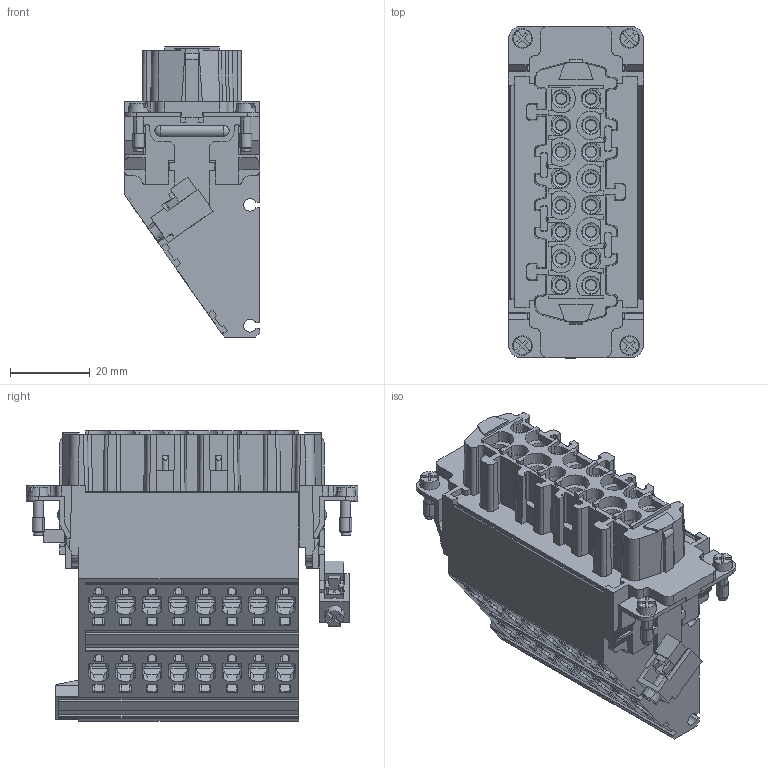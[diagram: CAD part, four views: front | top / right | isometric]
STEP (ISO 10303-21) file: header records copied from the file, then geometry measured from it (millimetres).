
FILE_DESCRIPTION(('Creo Elements/Direct Modeling STEP Export'),'2;1');
FILE_NAME('model.stp','2019-09-21T 0:03:36',(''),(''),'Creo Elements/Direct Modeling STEP processor for AP214 (Solid Model)','Creo Elements/Direct Modeling 20.1A 29-Sep-2018 (C) Parametric Technology GmbH','');
FILE_SCHEMA(('AUTOMOTIVE_DESIGN { 1 0 10303 214 1 1 1 1 }'));
Products named in the file (2): HC_B_16_A_DT_PEL_F-select
Assembly tree (1 placements, depth 2):
  HC_B_16_A_DT_PEL_F-select
    HC_B_16_A_DT_PEL_F-select
Bounding box: 34 x 83.5 x 73.05 mm (x, y, z)
Volume: 99829 mm3; surface area: 30315.7 mm2
Topology: 1 solids, 1 shells, 1836 faces, 5142 edges, 3392 vertices
Faces by surface type: plane 1186, cylinder 498, cone 116, extrusion 32, sphere 4
Entity records: 74396 total; most frequent: CARTESIAN_POINT 12960, ORIENTED_EDGE 10284, DIRECTION 9109, EDGE_CURVE 5142, VECTOR 3705, LINE 3673, VERTEX_POINT 3392, AXIS2_PLACEMENT_3D 2702
